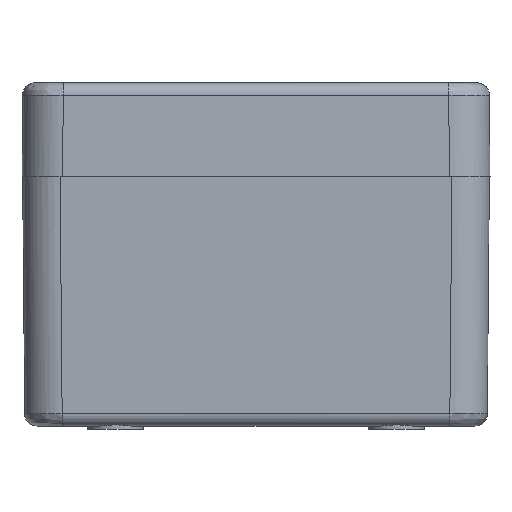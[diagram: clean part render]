
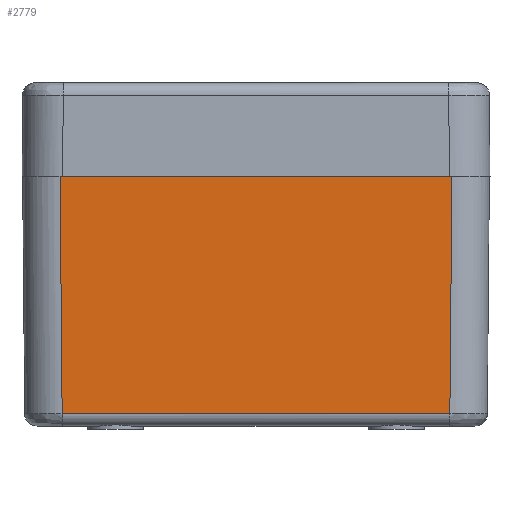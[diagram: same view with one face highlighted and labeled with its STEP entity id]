
A CAD part, left-side view. The second image highlights one B-rep face of the part: STEP entity #2779.
In plain terms, the highlighted planar face has unit normal (-1, 0, -0.009).
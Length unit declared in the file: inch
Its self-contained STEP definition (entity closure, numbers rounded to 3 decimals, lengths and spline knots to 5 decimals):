
#384 = VERTEX_POINT ( 'NONE', #8841 ) ;
#772 = DIRECTION ( 'NONE',  ( -0.009, 0., 1. ) ) ;
#1580 = VECTOR ( 'NONE', #3608, 39.37008 ) ;
#1668 = LINE ( 'NONE', #10520, #10455 ) ;
#2156 = VECTOR ( 'NONE', #12423, 39.37008 ) ;
#2691 = DIRECTION ( 'NONE',  ( 0.009, 0.009, -1. ) ) ;
#2779 = ADVANCED_FACE ( 'NONE', ( #8454 ), #12894, .T. ) ;
#3305 = CARTESIAN_POINT ( 'NONE',  ( -3.13654, 1.22317, -1.49675 ) ) ;
#3608 = DIRECTION ( 'NONE',  ( 0.009, -0.009, -1. ) ) ;
#4477 = AXIS2_PLACEMENT_3D ( 'NONE', #10713, #8520, #772 ) ;
#4765 = CARTESIAN_POINT ( 'NONE',  ( -3.14961, 1.23623, 0. ) ) ;
#5029 = EDGE_CURVE ( 'NONE', #384, #11514, #9253, .T. ) ;
#5117 = VERTEX_POINT ( 'NONE', #8516 ) ;
#5586 = VERTEX_POINT ( 'NONE', #10892 ) ;
#5714 = ORIENTED_EDGE ( 'NONE', *, *, #6821, .F. ) ;
#6821 = EDGE_CURVE ( 'NONE', #5586, #384, #1668, .T. ) ;
#7882 = ORIENTED_EDGE ( 'NONE', *, *, #9134, .T. ) ;
#8124 = LINE ( 'NONE', #12566, #2156 ) ;
#8162 = CARTESIAN_POINT ( 'NONE',  ( -3.13654, 0.73622, -1.49675 ) ) ;
#8450 = DIRECTION ( 'NONE',  ( 0., 1., 0. ) ) ;
#8454 = FACE_OUTER_BOUND ( 'NONE', #11298, .T. ) ;
#8516 = CARTESIAN_POINT ( 'NONE',  ( -3.14961, 1.23623, 0. ) ) ;
#8520 = DIRECTION ( 'NONE',  ( -1., 0., -0.009 ) ) ;
#8841 = CARTESIAN_POINT ( 'NONE',  ( -3.13654, -1.22317, -1.49675 ) ) ;
#9134 = EDGE_CURVE ( 'NONE', #5586, #5117, #8124, .T. ) ;
#9253 = LINE ( 'NONE', #8162, #11553 ) ;
#10455 = VECTOR ( 'NONE', #2691, 39.37008 ) ;
#10520 = CARTESIAN_POINT ( 'NONE',  ( -3.14951, -1.23614, -0.01079 ) ) ;
#10713 = CARTESIAN_POINT ( 'NONE',  ( -3.14961, 1.47244, 0. ) ) ;
#10892 = CARTESIAN_POINT ( 'NONE',  ( -3.14961, -1.23623, 0. ) ) ;
#11298 = EDGE_LOOP ( 'NONE', ( #12660, #14160, #5714, #7882 ) ) ;
#11514 = VERTEX_POINT ( 'NONE', #3305 ) ;
#11553 = VECTOR ( 'NONE', #8450, 39.37008 ) ;
#12423 = DIRECTION ( 'NONE',  ( 0., 1., 0. ) ) ;
#12566 = CARTESIAN_POINT ( 'NONE',  ( -3.14961, 1.47244, 0. ) ) ;
#12660 = ORIENTED_EDGE ( 'NONE', *, *, #13131, .T. ) ;
#12894 = PLANE ( 'NONE',  #4477 ) ;
#13131 = EDGE_CURVE ( 'NONE', #5117, #11514, #13561, .T. ) ;
#13561 = LINE ( 'NONE', #4765, #1580 ) ;
#14160 = ORIENTED_EDGE ( 'NONE', *, *, #5029, .F. ) ;
